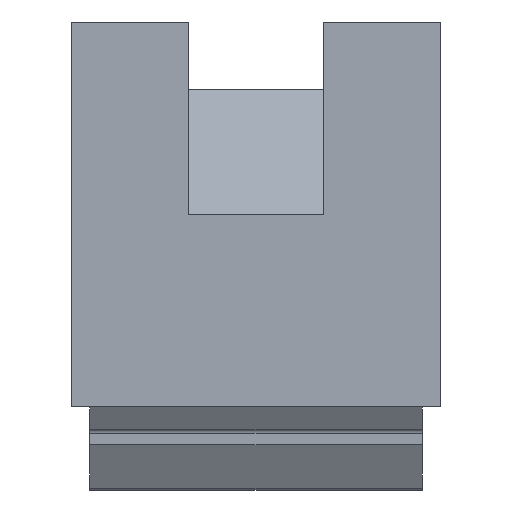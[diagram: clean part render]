
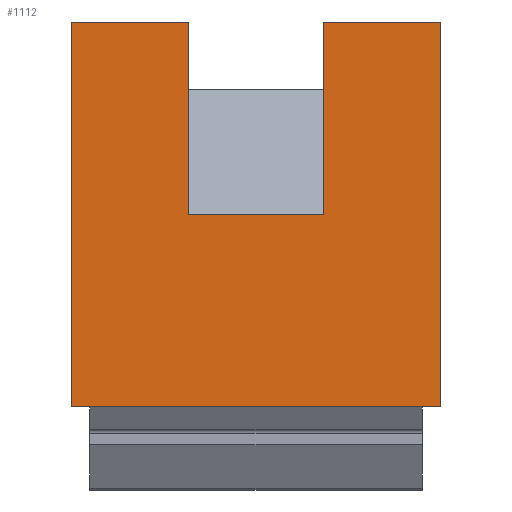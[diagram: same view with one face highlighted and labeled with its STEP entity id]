
A CAD part, front view. The second image highlights one B-rep face of the part: STEP entity #1112.
In plain terms, the highlighted planar face has unit normal (0, -1, 0).
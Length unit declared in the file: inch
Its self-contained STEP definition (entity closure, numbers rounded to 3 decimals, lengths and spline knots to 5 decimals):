
#42 = VECTOR ( 'NONE', #962, 39.37008 ) ;
#53 = CARTESIAN_POINT ( 'NONE',  ( 0.049, -0.1355, 0.018 ) ) ;
#57 = VERTEX_POINT ( 'NONE', #1053 ) ;
#59 = LINE ( 'NONE', #308, #1284 ) ;
#65 = DIRECTION ( 'NONE',  ( -1., 0., 0. ) ) ;
#82 = EDGE_CURVE ( 'NONE', #281, #1624, #186, .T. ) ;
#111 = CARTESIAN_POINT ( 'NONE',  ( 0.049, -0.1355, 0.018 ) ) ;
#118 = EDGE_CURVE ( 'NONE', #266, #976, #785, .T. ) ;
#186 = LINE ( 'NONE', #538, #420 ) ;
#218 = ORIENTED_EDGE ( 'NONE', *, *, #118, .F. ) ;
#266 = VERTEX_POINT ( 'NONE', #1137 ) ;
#281 = VERTEX_POINT ( 'NONE', #1600 ) ;
#308 = CARTESIAN_POINT ( 'NONE',  ( 0.049, -0.1355, 0.018 ) ) ;
#317 = DIRECTION ( 'NONE',  ( -1., 0., 0. ) ) ;
#355 = ORIENTED_EDGE ( 'NONE', *, *, #1056, .T. ) ;
#367 = CARTESIAN_POINT ( 'NONE',  ( 0.018, -0.1355, -0.033 ) ) ;
#389 = ORIENTED_EDGE ( 'NONE', *, *, #814, .F. ) ;
#420 = VECTOR ( 'NONE', #795, 39.37008 ) ;
#443 = VECTOR ( 'NONE', #737, 39.37008 ) ;
#482 = DIRECTION ( 'NONE',  ( 0., 0., -1. ) ) ;
#498 = LINE ( 'NONE', #998, #443 ) ;
#499 = PLANE ( 'NONE',  #1129 ) ;
#525 = EDGE_CURVE ( 'NONE', #1624, #57, #1011, .T. ) ;
#537 = VERTEX_POINT ( 'NONE', #1021 ) ;
#538 = CARTESIAN_POINT ( 'NONE',  ( -0.018, -0.1355, -0.033 ) ) ;
#582 = ORIENTED_EDGE ( 'NONE', *, *, #1460, .T. ) ;
#592 = LINE ( 'NONE', #710, #42 ) ;
#621 = CARTESIAN_POINT ( 'NONE',  ( -0.049, -0.1355, 0.018 ) ) ;
#631 = LINE ( 'NONE', #367, #938 ) ;
#687 = VECTOR ( 'NONE', #1008, 39.37008 ) ;
#710 = CARTESIAN_POINT ( 'NONE',  ( -0.049, -0.1355, 0.018 ) ) ;
#732 = EDGE_LOOP ( 'NONE', ( #1500, #1105, #355, #218, #389, #582, #1526, #974 ) ) ;
#737 = DIRECTION ( 'NONE',  ( -1., 0., 0. ) ) ;
#764 = CARTESIAN_POINT ( 'NONE',  ( -0.018, -0.1355, -0.033 ) ) ;
#781 = VECTOR ( 'NONE', #65, 39.37008 ) ;
#785 = LINE ( 'NONE', #926, #781 ) ;
#795 = DIRECTION ( 'NONE',  ( 0., 0., -1. ) ) ;
#803 = CARTESIAN_POINT ( 'NONE',  ( -0.018, -0.1355, -0.033 ) ) ;
#814 = EDGE_CURVE ( 'NONE', #537, #266, #1283, .T. ) ;
#926 = CARTESIAN_POINT ( 'NONE',  ( 0.049, -0.1355, -0.084 ) ) ;
#938 = VECTOR ( 'NONE', #482, 39.37008 ) ;
#962 = DIRECTION ( 'NONE',  ( 0., 0., -1. ) ) ;
#974 = ORIENTED_EDGE ( 'NONE', *, *, #525, .F. ) ;
#976 = VERTEX_POINT ( 'NONE', #1324 ) ;
#998 = CARTESIAN_POINT ( 'NONE',  ( 0.049, -0.1355, 0.018 ) ) ;
#999 = DIRECTION ( 'NONE',  ( 0., 0., 1. ) ) ;
#1008 = DIRECTION ( 'NONE',  ( 0., 0., -1. ) ) ;
#1011 = LINE ( 'NONE', #764, #1135 ) ;
#1021 = CARTESIAN_POINT ( 'NONE',  ( 0.049, -0.1355, 0.018 ) ) ;
#1053 = CARTESIAN_POINT ( 'NONE',  ( 0.018, -0.1355, -0.033 ) ) ;
#1056 = EDGE_CURVE ( 'NONE', #1358, #976, #592, .T. ) ;
#1105 = ORIENTED_EDGE ( 'NONE', *, *, #1612, .T. ) ;
#1112 = ADVANCED_FACE ( 'NONE', ( #1479 ), #499, .F. ) ;
#1129 = AXIS2_PLACEMENT_3D ( 'NONE', #111, #1232, #999 ) ;
#1135 = VECTOR ( 'NONE', #1355, 39.37008 ) ;
#1137 = CARTESIAN_POINT ( 'NONE',  ( 0.049, -0.1355, -0.084 ) ) ;
#1232 = DIRECTION ( 'NONE',  ( 0., 1., 0. ) ) ;
#1238 = CARTESIAN_POINT ( 'NONE',  ( 0.018, -0.1355, 0.018 ) ) ;
#1283 = LINE ( 'NONE', #53, #687 ) ;
#1284 = VECTOR ( 'NONE', #317, 39.37008 ) ;
#1324 = CARTESIAN_POINT ( 'NONE',  ( -0.049, -0.1355, -0.084 ) ) ;
#1355 = DIRECTION ( 'NONE',  ( 1., 0., 0. ) ) ;
#1358 = VERTEX_POINT ( 'NONE', #621 ) ;
#1430 = EDGE_CURVE ( 'NONE', #1466, #57, #631, .T. ) ;
#1460 = EDGE_CURVE ( 'NONE', #537, #1466, #498, .T. ) ;
#1466 = VERTEX_POINT ( 'NONE', #1238 ) ;
#1479 = FACE_OUTER_BOUND ( 'NONE', #732, .T. ) ;
#1500 = ORIENTED_EDGE ( 'NONE', *, *, #82, .F. ) ;
#1526 = ORIENTED_EDGE ( 'NONE', *, *, #1430, .T. ) ;
#1600 = CARTESIAN_POINT ( 'NONE',  ( -0.018, -0.1355, 0.018 ) ) ;
#1612 = EDGE_CURVE ( 'NONE', #281, #1358, #59, .T. ) ;
#1624 = VERTEX_POINT ( 'NONE', #803 ) ;
